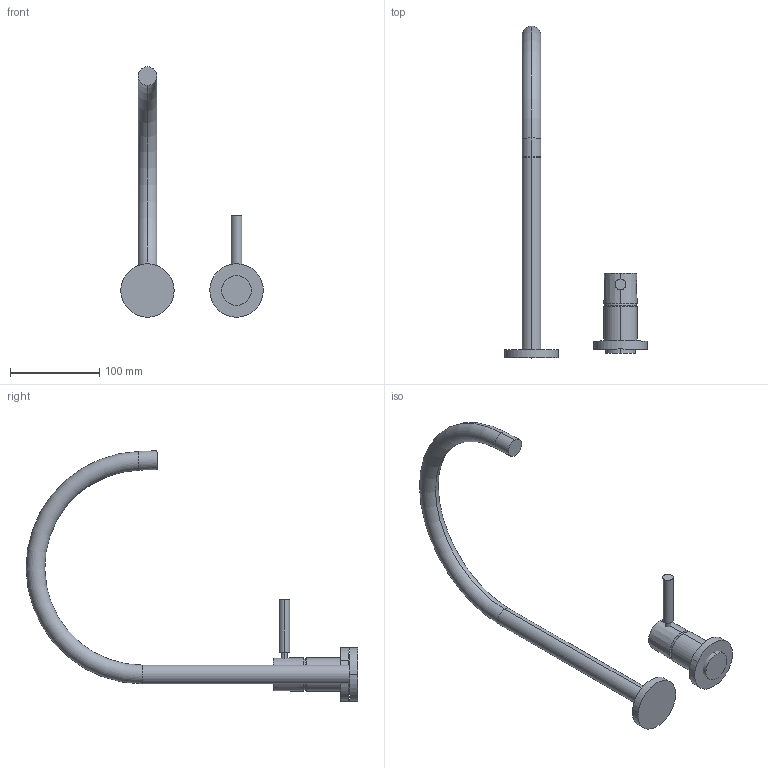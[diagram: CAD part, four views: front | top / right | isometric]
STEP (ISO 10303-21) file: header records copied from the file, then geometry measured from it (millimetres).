
FILE_DESCRIPTION (( 'STEP AP214' ), '1' );
FILE_NAME ('32815875.STEP', '2022-06-23T08:19:03', ( '' ), ( '' ), 'SwSTEP 2.0', 'SolidWorks 2020', '' );
FILE_SCHEMA (( 'AUTOMOTIVE_DESIGN' ));
Length unit declared in the file: millimetre
Products named in the file (9): 32815875; Planungsmodell_Auslauf-+-04.28.22.377.00-1; Planungsmodell_Hebel Ø12 Handhabe-+-09.20.66.001.90-1; Planungsmodell_Koerper-+-09.30.01.123.90-1; Planungsmodell_Auslauf-+-09.28.22.289.90-1; Planungsmodell_Haube-+-09.28.30.026.90-1; Planungsmodell_Hebel Unterteil Ø37-+-09.20.66.003-1; Planungsmodell_Rosette-+-09.27.97.040.90-1; Planungsmodell_Rosette-+-09.27.86.002.90-1
Assembly tree (8 placements, depth 3):
  32815875
    Planungsmodell_Koerper-+-09.30.01.123.90-1
    Planungsmodell_Haube-+-09.28.30.026.90-1
    Planungsmodell_Rosette-+-09.27.97.040.90-1
    Planungsmodell_Hebel Unterteil Ø37-+-09.20.66.003-1
    Planungsmodell_Hebel Ø12 Handhabe-+-09.20.66.001.90-1
    Planungsmodell_Auslauf-+-04.28.22.377.00-1
      Planungsmodell_Auslauf-+-09.28.22.289.90-1
      Planungsmodell_Rosette-+-09.27.86.002.90-1
Bounding box: 159.98 x 372.48 x 281.15 mm (x, y, z)
Volume: 378184 mm3; surface area: 76769.9 mm2
Topology: 7 solids, 7 shells, 44 faces, 76 edges, 49 vertices
Faces by surface type: cylinder 20, plane 16, torus 4, sphere 2, cone 2
Entity records: 1452 total; most frequent: DIRECTION 242, CARTESIAN_POINT 181, ORIENTED_EDGE 152, AXIS2_PLACEMENT_3D 110, EDGE_CURVE 76, CIRCLE 54, VERTEX_POINT 49, EDGE_LOOP 47
